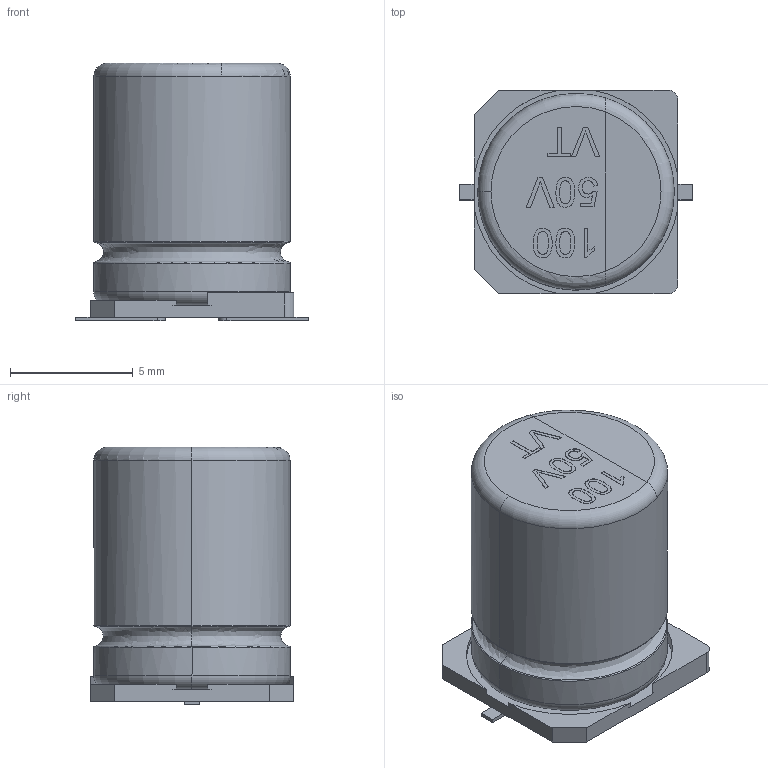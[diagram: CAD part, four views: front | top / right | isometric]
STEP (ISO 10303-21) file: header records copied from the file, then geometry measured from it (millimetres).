
FILE_DESCRIPTION (( 'STEP AP214' ), '1' );
FILE_NAME ('100uF 50V.STEP', '2022-12-16T11:37:55', ( '' ), ( '' ), 'SwSTEP 2.0', 'SolidWorks 2020', '' );
FILE_SCHEMA (( 'AUTOMOTIVE_DESIGN' ));
Length unit declared in the file: millimetre
Products named in the file (1): 100uF 50V
Bounding box: 9.5 x 8.3 x 10.51 mm (x, y, z)
Volume: 525.3 mm3; surface area: 442.3 mm2
Topology: 1 solids, 1 shells, 137 faces, 352 edges, 229 vertices
Faces by surface type: plane 69, bspline 51, cylinder 12, torus 5
Entity records: 7138 total; most frequent: CARTESIAN_POINT 3812, ORIENTED_EDGE 704, DIRECTION 450, EDGE_CURVE 352, VERTEX_POINT 229, LINE 216, VECTOR 216, EDGE_LOOP 149
